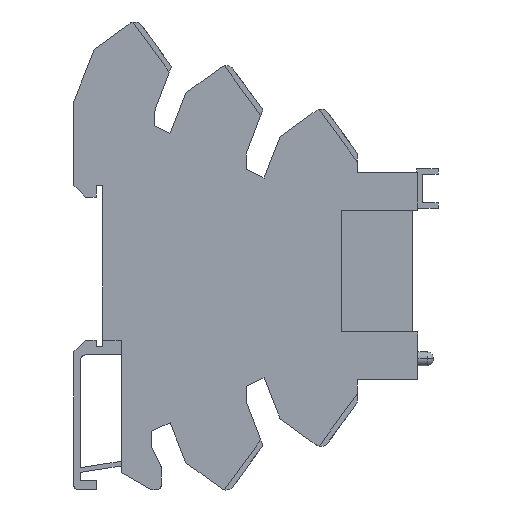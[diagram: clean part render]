
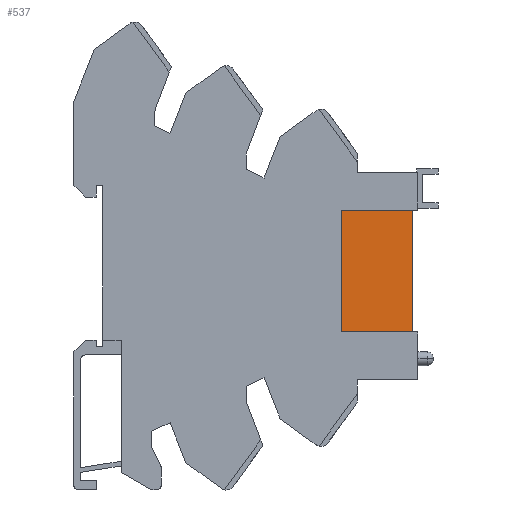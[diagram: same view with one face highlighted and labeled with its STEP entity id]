
A CAD part, left-side view. The second image highlights one B-rep face of the part: STEP entity #537.
In plain terms, the highlighted planar face has unit normal (-1, 0, 0).
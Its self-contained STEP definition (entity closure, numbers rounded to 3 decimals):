
#537=ADVANCED_FACE('FACE150',(#1152),#1153,.F.);
#1152=FACE_OUTER_BOUND('',#1824,.T.);
#1153=PLANE('',#1825);
#1824=EDGE_LOOP('',(#3439,#3440,#3441,#3442));
#1825=AXIS2_PLACEMENT_3D('',#3443,#3444,#3445);
#3439=ORIENTED_EDGE('',*,*,#4664,.F.);
#3440=ORIENTED_EDGE('',*,*,#4669,.F.);
#3441=ORIENTED_EDGE('',*,*,#4670,.F.);
#3442=ORIENTED_EDGE('',*,*,#4671,.F.);
#3443=CARTESIAN_POINT('',(-2.6,-65.44,-0.95));
#3444=DIRECTION('',(1.0,0.0,0.0));
#3445=DIRECTION('',(0.0,1.0,-0.0));
#4664=EDGE_CURVE('EDGE393',#5723,#5724,#5725,.T.);
#4669=EDGE_CURVE('EDGE397',#5732,#5723,#5733,.T.);
#4670=EDGE_CURVE('EDGE398',#5734,#5732,#5735,.T.);
#4671=EDGE_CURVE('EDGE399',#5724,#5734,#5736,.T.);
#5723=VERTEX_POINT('VERTEX271',#7232);
#5724=VERTEX_POINT('VERTEX272',#7233);
#5725=LINE('',#7234,#7235);
#5732=VERTEX_POINT('VERTEX275',#7245);
#5733=LINE('',#7246,#7247);
#5734=VERTEX_POINT('VERTEX276',#7248);
#5735=LINE('',#7249,#7250);
#5736=LINE('',#7251,#7252);
#7232=CARTESIAN_POINT('',(-2.6,-57.7,-14.1));
#7233=CARTESIAN_POINT('',(-2.6,-57.7,12.2));
#7234=CARTESIAN_POINT('',(-2.6,-57.7,-7.525));
#7235=VECTOR('',#8250,25.4);
#7245=CARTESIAN_POINT('',(-2.6,-73.18,-14.1));
#7246=CARTESIAN_POINT('',(-2.6,-69.837,-14.1));
#7247=VECTOR('',#8254,25.4);
#7248=CARTESIAN_POINT('',(-2.6,-73.18,12.2));
#7249=CARTESIAN_POINT('',(-2.6,-73.18,-0.95));
#7250=VECTOR('',#8255,1.0);
#7251=CARTESIAN_POINT('',(-2.6,-61.57,12.2));
#7252=VECTOR('',#8256,25.4);
#8250=DIRECTION('',(0.0,0.0,1.0));
#8254=DIRECTION('',(0.0,1.0,0.0));
#8255=DIRECTION('',(0.0,0.0,-1.0));
#8256=DIRECTION('',(0.0,-1.0,0.0));
